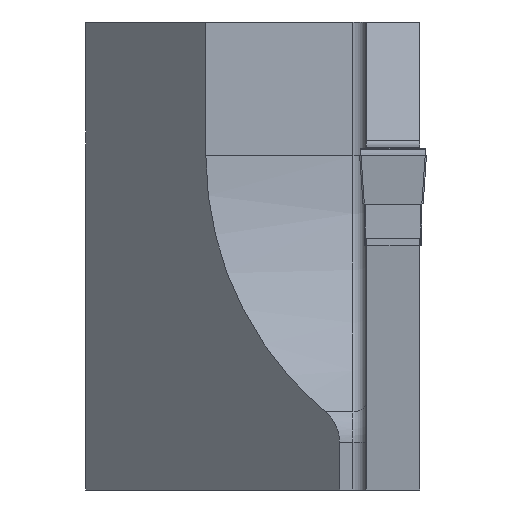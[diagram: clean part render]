
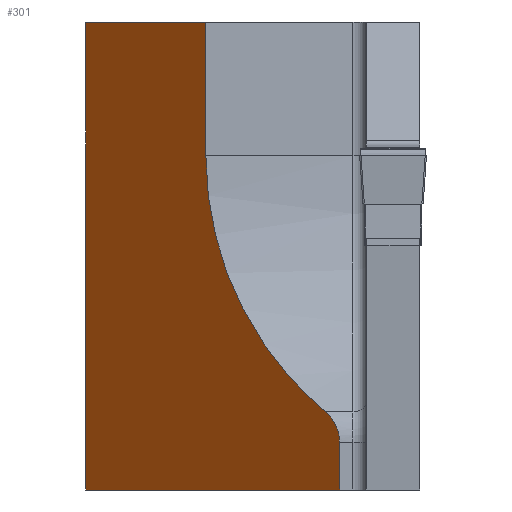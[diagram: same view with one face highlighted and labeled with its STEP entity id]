
A CAD part, left-side view. The second image highlights one B-rep face of the part: STEP entity #301.
In plain terms, the highlighted planar face has unit normal (-0.707, 0.707, 0).
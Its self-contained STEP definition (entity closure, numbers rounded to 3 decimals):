
#247=ELLIPSE('',#1173,35.355,25.);
#248=ELLIPSE('',#1176,4.243,3.);
#301=ADVANCED_FACE('',(#385),#345,.T.);
#345=PLANE('',#1196);
#385=FACE_OUTER_BOUND('',#436,.T.);
#436=EDGE_LOOP('',(#573,#574,#575,#576,#577,#578,#579));
#573=ORIENTED_EDGE('',*,*,#860,.F.);
#574=ORIENTED_EDGE('',*,*,#870,.F.);
#575=ORIENTED_EDGE('',*,*,#867,.F.);
#576=ORIENTED_EDGE('',*,*,#864,.F.);
#577=ORIENTED_EDGE('',*,*,#873,.F.);
#578=ORIENTED_EDGE('',*,*,#877,.F.);
#579=ORIENTED_EDGE('',*,*,#882,.F.);
#767=VERTEX_POINT('',#1583);
#768=VERTEX_POINT('',#1585);
#770=VERTEX_POINT('',#1591);
#772=VERTEX_POINT('',#1594);
#774=VERTEX_POINT('',#1600);
#777=VERTEX_POINT('',#1610);
#779=VERTEX_POINT('',#1617);
#860=EDGE_CURVE('',#767,#768,#991,.T.);
#864=EDGE_CURVE('',#770,#772,#995,.T.);
#867=EDGE_CURVE('',#772,#774,#247,.T.);
#870=EDGE_CURVE('',#774,#767,#248,.T.);
#873=EDGE_CURVE('',#777,#770,#1000,.T.);
#877=EDGE_CURVE('',#779,#777,#1003,.T.);
#882=EDGE_CURVE('',#768,#779,#1007,.T.);
#991=LINE('',#1584,#1089);
#995=LINE('',#1593,#1093);
#1000=LINE('',#1611,#1098);
#1003=LINE('',#1618,#1101);
#1007=LINE('',#1627,#1105);
#1089=VECTOR('',#1294,1.);
#1093=VECTOR('',#1300,1.);
#1098=VECTOR('',#1319,1.);
#1101=VECTOR('',#1326,1.);
#1105=VECTOR('',#1334,1.);
#1173=AXIS2_PLACEMENT_3D('',#1599,#1305,#1306);
#1176=AXIS2_PLACEMENT_3D('',#1605,#1312,#1313);
#1196=AXIS2_PLACEMENT_3D('',#1648,#1364,#1365);
#1294=DIRECTION('',(0.,0.,-1.));
#1300=DIRECTION('',(0.,0.,-1.));
#1305=DIRECTION('',(-0.707,0.707,0.));
#1306=DIRECTION('',(-0.707,-0.707,0.));
#1312=DIRECTION('',(0.707,-0.707,0.));
#1313=DIRECTION('',(-0.707,-0.707,0.));
#1319=DIRECTION('',(-0.707,-0.707,0.));
#1326=DIRECTION('',(0.,0.,1.));
#1334=DIRECTION('',(0.707,0.707,0.));
#1364=DIRECTION('',(-0.707,0.707,0.));
#1365=DIRECTION('',(-0.707,-0.707,0.));
#1583=CARTESIAN_POINT('',(16.,6.,-21.448));
#1584=CARTESIAN_POINT('',(16.,6.,-43.5));
#1585=CARTESIAN_POINT('',(16.,6.,-25.));
#1591=CARTESIAN_POINT('',(26.,16.,10.));
#1593=CARTESIAN_POINT('',(26.,16.,-43.5));
#1594=CARTESIAN_POINT('',(26.,16.,0.));
#1599=CARTESIAN_POINT('',(1.,-9.,0.));
#1600=CARTESIAN_POINT('',(17.071,7.071,-19.15));
#1605=CARTESIAN_POINT('',(19.,9.,-21.448));
#1610=CARTESIAN_POINT('',(35.,25.,10.));
#1611=CARTESIAN_POINT('',(35.,25.,10.));
#1617=CARTESIAN_POINT('',(35.,25.,-25.));
#1618=CARTESIAN_POINT('',(35.,25.,-43.5));
#1627=CARTESIAN_POINT('',(35.,25.,-25.));
#1648=CARTESIAN_POINT('',(35.,25.,-43.5));
